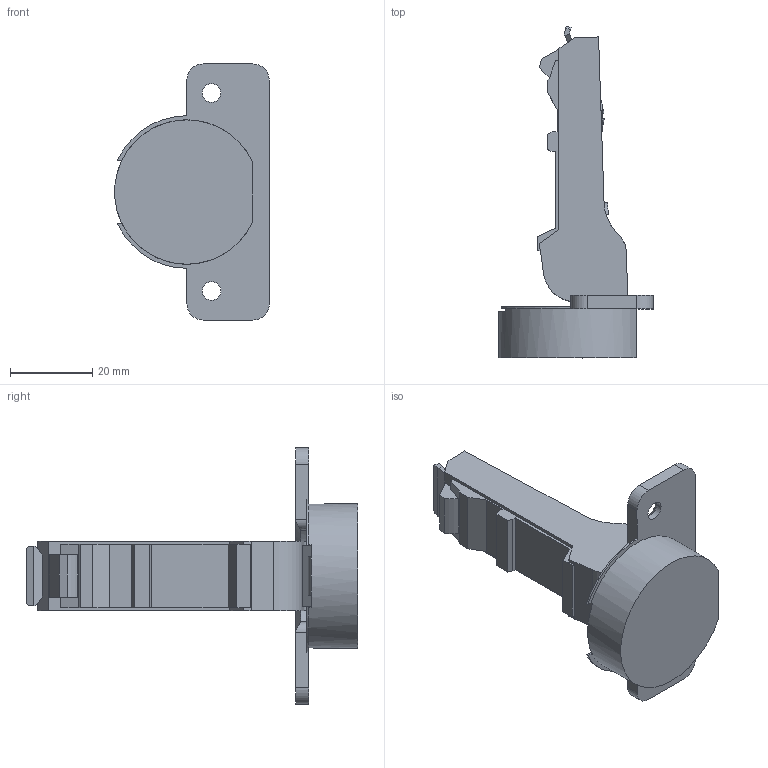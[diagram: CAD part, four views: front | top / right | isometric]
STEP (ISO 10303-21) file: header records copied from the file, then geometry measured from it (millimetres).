
FILE_DESCRIPTION((''),'2;1');
FILE_NAME('702-0BL0-SD3DCL','2022-11-08T12:18:14',('marino.prodan'),('Audax d.o.o.'),'CREO PARAMETRIC BY PTC INC, 2021304','CREO PARAMETRIC BY PTC INC, 2021304','');
FILE_SCHEMA(('AUTOMOTIVE_DESIGN { 1 0 10303 214 1 1 1 1 }'));
Length unit declared in the file: millimetre
Products named in the file (1): 702-0BL0-SD3DCL
Bounding box: 37.52 x 80.45 x 62.11 mm (x, y, z)
Volume: 24609 mm3; surface area: 13207.7 mm2
Topology: 1 solids, 1 shells, 200 faces, 573 edges, 382 vertices
Faces by surface type: plane 142, cylinder 48, cone 6, sphere 4
Entity records: 8900 total; most frequent: CARTESIAN_POINT 1436, ORIENTED_EDGE 1146, DIRECTION 1072, PRESENTATION_STYLE_ASSIGNMENT 574, STYLED_ITEM 574, CURVE_STYLE 573, EDGE_CURVE 573, VECTOR 422
